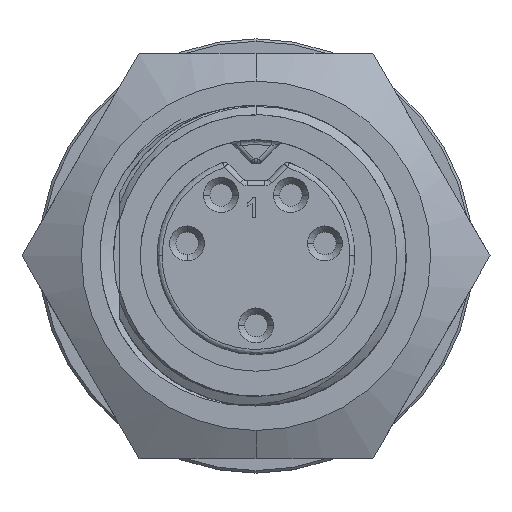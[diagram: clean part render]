
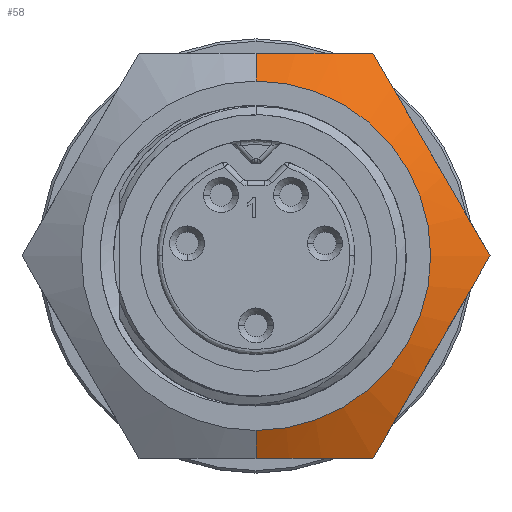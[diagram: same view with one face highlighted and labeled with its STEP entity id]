
A CAD part, top view. The second image highlights one B-rep face of the part: STEP entity #58.
In plain terms, the highlighted conical face has half-angle 61.689 degrees and reference radius 11.926 mm.
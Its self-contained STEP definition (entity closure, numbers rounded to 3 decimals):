
#58 = ADVANCED_FACE ( 'NONE', ( #21041 ), #421, .T. ) ;
#421 = CONICAL_SURFACE ( 'NONE', #21047, 11.926, 1.077 ) ;
#749 = VECTOR ( 'NONE', #8722, 1000. ) ;
#753 = AXIS2_PLACEMENT_3D ( 'NONE', #8746, #8750, #8751 ) ;
#754 = VECTOR ( 'NONE', #8749, 1000. ) ;
#1936 = CARTESIAN_POINT ( 'NONE',  ( 0., 0., 6.442 ) ) ;
#1937 = DIRECTION ( 'NONE',  ( 0., 0., -1. ) ) ;
#1938 = DIRECTION ( 'NONE',  ( 0., 1., 0. ) ) ;
#3144 = EDGE_CURVE ( 'NONE', #7467, #7434, #20953, .T. ) ;
#3146 = EDGE_CURVE ( 'NONE', #8099, #7467, #8720, .T. ) ;
#3157 = EDGE_CURVE ( 'NONE', #8008, #7438, #8747, .T. ) ;
#3160 = EDGE_CURVE ( 'NONE', #8099, #8008, #3976, .T. ) ;
#3164 = EDGE_CURVE ( 'NONE', #7437, #7438, #20957, .T. ) ;
#3166 = EDGE_CURVE ( 'NONE', #7435, #7437, #20954, .T. ) ;
#3169 = EDGE_CURVE ( 'NONE', #7434, #7435, #20959, .T. ) ;
#3976 = CIRCLE ( 'NONE', #753, 8.89 ) ;
#7434 = VERTEX_POINT ( 'NONE', #16475 ) ;
#7435 = VERTEX_POINT ( 'NONE', #16476 ) ;
#7437 = VERTEX_POINT ( 'NONE', #16477 ) ;
#7438 = VERTEX_POINT ( 'NONE', #16478 ) ;
#7467 = VERTEX_POINT ( 'NONE', #16505 ) ;
#8008 = VERTEX_POINT ( 'NONE', #18078 ) ;
#8099 = VERTEX_POINT ( 'NONE', #18147 ) ;
#8711 = CARTESIAN_POINT ( 'NONE',  ( 0., 10.312, 7.311 ) ) ;
#8712 = CARTESIAN_POINT ( 'NONE',  ( 0.504, 10.312, 7.311 ) ) ;
#8713 = CARTESIAN_POINT ( 'NONE',  ( 1.01, 10.312, 7.291 ) ) ;
#8714 = CARTESIAN_POINT ( 'NONE',  ( 2.013, 10.312, 7.212 ) ) ;
#8715 = CARTESIAN_POINT ( 'NONE',  ( 2.511, 10.312, 7.154 ) ) ;
#8716 = CARTESIAN_POINT ( 'NONE',  ( 3.998, 10.312, 6.93 ) ) ;
#8717 = CARTESIAN_POINT ( 'NONE',  ( 4.98, 10.312, 6.714 ) ) ;
#8718 = CARTESIAN_POINT ( 'NONE',  ( 5.954, 10.312, 6.452 ) ) ;
#8720 = LINE ( 'NONE', #8721, #749 ) ;
#8721 = CARTESIAN_POINT ( 'NONE',  ( 0., 11.926, 6.442 ) ) ;
#8722 = DIRECTION ( 'NONE',  ( 0., 0.88, -0.474 ) ) ;
#8746 = CARTESIAN_POINT ( 'NONE',  ( 0., 0., 8.077 ) ) ;
#8747 = LINE ( 'NONE', #8748, #754 ) ;
#8748 = CARTESIAN_POINT ( 'NONE',  ( 0., -11.926, 6.442 ) ) ;
#8749 = DIRECTION ( 'NONE',  ( 0., -0.88, -0.474 ) ) ;
#8750 = DIRECTION ( 'NONE',  ( 0., 0., -1. ) ) ;
#8751 = DIRECTION ( 'NONE',  ( 0., 1., 0. ) ) ;
#8757 = CARTESIAN_POINT ( 'NONE',  ( 5.954, -10.312, 6.452 ) ) ;
#8759 = CARTESIAN_POINT ( 'NONE',  ( 4.978, -10.312, 6.715 ) ) ;
#8760 = CARTESIAN_POINT ( 'NONE',  ( 3.995, -10.312, 6.931 ) ) ;
#8762 = CARTESIAN_POINT ( 'NONE',  ( 2.012, -10.312, 7.229 ) ) ;
#8763 = CARTESIAN_POINT ( 'NONE',  ( 1.012, -10.312, 7.311 ) ) ;
#8765 = CARTESIAN_POINT ( 'NONE',  ( 0., -10.312, 7.311 ) ) ;
#8766 = CARTESIAN_POINT ( 'NONE',  ( 11.908, 0., 6.452 ) ) ;
#8768 = CARTESIAN_POINT ( 'NONE',  ( 11.42, -0.844, 6.714 ) ) ;
#8769 = CARTESIAN_POINT ( 'NONE',  ( 10.93, -1.694, 6.93 ) ) ;
#8771 = CARTESIAN_POINT ( 'NONE',  ( 9.94, -3.408, 7.229 ) ) ;
#8772 = CARTESIAN_POINT ( 'NONE',  ( 9.44, -4.274, 7.311 ) ) ;
#8774 = CARTESIAN_POINT ( 'NONE',  ( 8.683, -5.586, 7.311 ) ) ;
#8775 = CARTESIAN_POINT ( 'NONE',  ( 8.429, -6.025, 7.291 ) ) ;
#8777 = CARTESIAN_POINT ( 'NONE',  ( 7.927, -6.894, 7.213 ) ) ;
#8778 = CARTESIAN_POINT ( 'NONE',  ( 7.678, -7.326, 7.155 ) ) ;
#8780 = CARTESIAN_POINT ( 'NONE',  ( 6.933, -8.616, 6.931 ) ) ;
#8781 = CARTESIAN_POINT ( 'NONE',  ( 6.442, -9.467, 6.714 ) ) ;
#8783 = CARTESIAN_POINT ( 'NONE',  ( 5.954, -10.312, 6.452 ) ) ;
#8784 = CARTESIAN_POINT ( 'NONE',  ( 5.954, 10.312, 6.452 ) ) ;
#8786 = CARTESIAN_POINT ( 'NONE',  ( 6.441, 9.468, 6.714 ) ) ;
#8787 = CARTESIAN_POINT ( 'NONE',  ( 6.932, 8.619, 6.93 ) ) ;
#8789 = CARTESIAN_POINT ( 'NONE',  ( 7.922, 6.904, 7.229 ) ) ;
#8790 = CARTESIAN_POINT ( 'NONE',  ( 8.421, 6.039, 7.311 ) ) ;
#8792 = CARTESIAN_POINT ( 'NONE',  ( 9.179, 4.726, 7.311 ) ) ;
#8793 = CARTESIAN_POINT ( 'NONE',  ( 9.432, 4.288, 7.291 ) ) ;
#8795 = CARTESIAN_POINT ( 'NONE',  ( 9.934, 3.418, 7.213 ) ) ;
#8796 = CARTESIAN_POINT ( 'NONE',  ( 10.184, 2.986, 7.155 ) ) ;
#8798 = CARTESIAN_POINT ( 'NONE',  ( 10.929, 1.696, 6.931 ) ) ;
#8799 = CARTESIAN_POINT ( 'NONE',  ( 11.42, 0.845, 6.714 ) ) ;
#8801 = CARTESIAN_POINT ( 'NONE',  ( 11.908, 0., 6.452 ) ) ;
#9905 = EDGE_LOOP ( 'NONE', ( #12275, #12368, #12257, #12335, #12260, #12284, #12383 ) ) ;
#12257 = ORIENTED_EDGE ( 'NONE', *, *, #3164, .F. ) ;
#12260 = ORIENTED_EDGE ( 'NONE', *, *, #3169, .F. ) ;
#12275 = ORIENTED_EDGE ( 'NONE', *, *, #3160, .T. ) ;
#12284 = ORIENTED_EDGE ( 'NONE', *, *, #3144, .F. ) ;
#12335 = ORIENTED_EDGE ( 'NONE', *, *, #3166, .F. ) ;
#12368 = ORIENTED_EDGE ( 'NONE', *, *, #3157, .T. ) ;
#12383 = ORIENTED_EDGE ( 'NONE', *, *, #3146, .F. ) ;
#16475 = CARTESIAN_POINT ( 'NONE',  ( 5.954, 10.312, 6.452 ) ) ;
#16476 = CARTESIAN_POINT ( 'NONE',  ( 11.908, 0., 6.452 ) ) ;
#16477 = CARTESIAN_POINT ( 'NONE',  ( 5.954, -10.312, 6.452 ) ) ;
#16478 = CARTESIAN_POINT ( 'NONE',  ( 0., -10.312, 7.311 ) ) ;
#16505 = CARTESIAN_POINT ( 'NONE',  ( 0., 10.312, 7.311 ) ) ;
#18078 = CARTESIAN_POINT ( 'NONE',  ( 0., -8.89, 8.077 ) ) ;
#18147 = CARTESIAN_POINT ( 'NONE',  ( 0., 8.89, 8.077 ) ) ;
#20953 = B_SPLINE_CURVE_WITH_KNOTS ( 'NONE', 3,
 ( #8711, #8712, #8713, #8714, #8715, #8716, #8717, #8718 ),
 .UNSPECIFIED., .F., .F.,
 ( 4, 2, 2, 4 ),
 ( 0.006, 0.008, 0.009, 0.012 ),
 .UNSPECIFIED. ) ;
#20954 = B_SPLINE_CURVE_WITH_KNOTS ( 'NONE', 3,
 ( #8766, #8768, #8769, #8771, #8772, #8774, #8775, #8777, #8778, #8780, #8781, #8783 ),
 .UNSPECIFIED., .F., .F.,
 ( 4, 2, 2, 2, 2, 4 ),
 ( 0., 0.003, 0.006, 0.008, 0.009, 0.012 ),
 .UNSPECIFIED. ) ;
#20957 = B_SPLINE_CURVE_WITH_KNOTS ( 'NONE', 3,
 ( #8757, #8759, #8760, #8762, #8763, #8765 ),
 .UNSPECIFIED., .F., .F.,
 ( 4, 2, 4 ),
 ( 0., 0.003, 0.006 ),
 .UNSPECIFIED. ) ;
#20959 = B_SPLINE_CURVE_WITH_KNOTS ( 'NONE', 3,
 ( #8784, #8786, #8787, #8789, #8790, #8792, #8793, #8795, #8796, #8798, #8799, #8801 ),
 .UNSPECIFIED., .F., .F.,
 ( 4, 2, 2, 2, 2, 4 ),
 ( 0., 0.003, 0.006, 0.008, 0.009, 0.012 ),
 .UNSPECIFIED. ) ;
#21041 = FACE_OUTER_BOUND ( 'NONE', #9905, .T. ) ;
#21047 = AXIS2_PLACEMENT_3D ( 'NONE', #1936, #1937, #1938 ) ;
